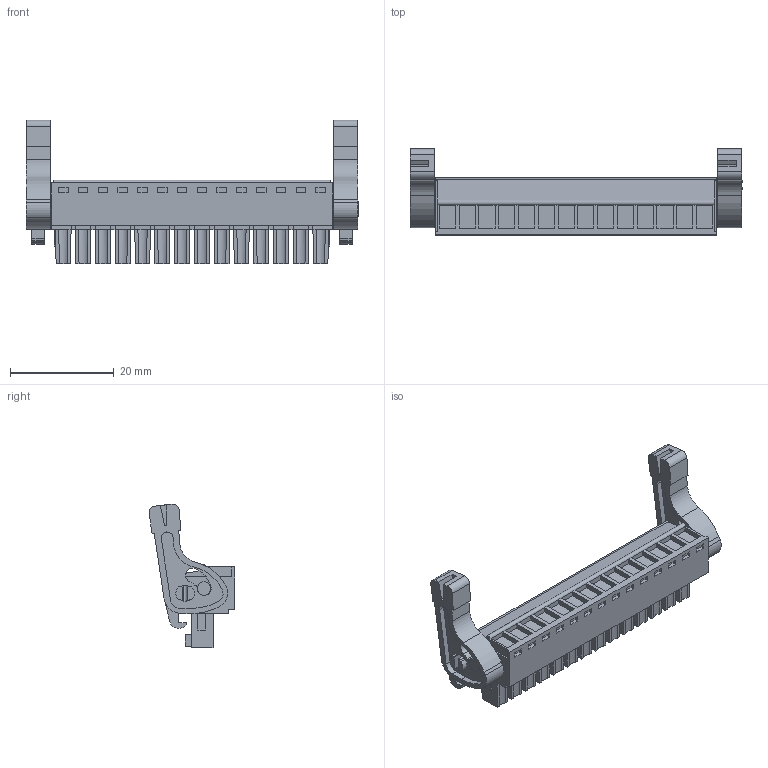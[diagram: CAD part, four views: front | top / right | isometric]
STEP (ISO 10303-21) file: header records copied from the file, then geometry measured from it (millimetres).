
FILE_DESCRIPTION(('CATIA V5 STEP','CAx-IF Rec.Pracs.--- Model Styling and Organization---1.2---2011-12-15'),'2;1');
FILE_NAME ('D1462208_0_2442420000_2442420000.stp','2017-07-31T14:43:24+00:00',('none'),('Weidmueller'),'CATIA Version 5-6 Release 2014','CATIA V5 STEP AP214','none');
FILE_SCHEMA(('AUTOMOTIVE_DESIGN { 1 0 10303 214 1 1 1 1 }'));
Length unit declared in the file: millimetre
Products named in the file (1): 2442420000
Bounding box: 63.93 x 16.55 x 27.68 mm (x, y, z)
Volume: 6677.7 mm3; surface area: 6742.9 mm2
Topology: 17 solids, 17 shells, 860 faces, 2226 edges, 1472 vertices
Faces by surface type: plane 667, cylinder 193
Entity records: 23663 total; most frequent: ORIENTED_EDGE 4444, CARTESIAN_POINT 4318, DIRECTION 3071, EDGE_CURVE 2222, VECTOR 1730, LINE 1730, VERTEX_POINT 1472, EDGE_LOOP 946
